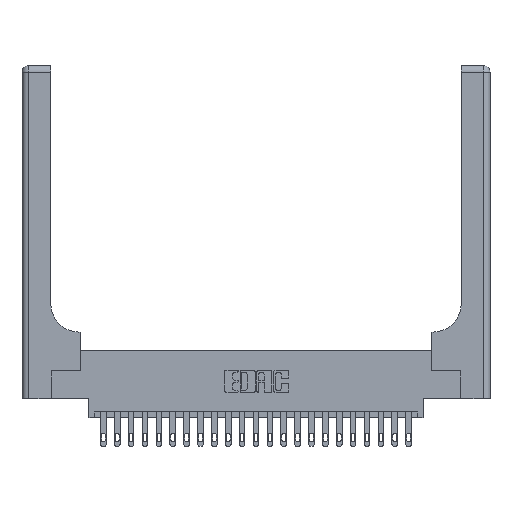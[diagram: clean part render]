
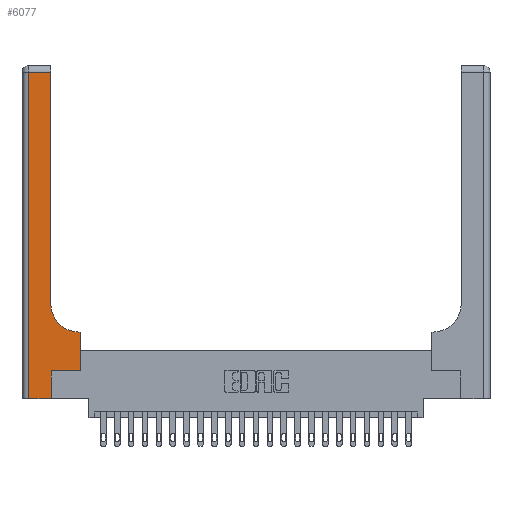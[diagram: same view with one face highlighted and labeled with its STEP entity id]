
A CAD part, top view. The second image highlights one B-rep face of the part: STEP entity #6077.
In plain terms, the highlighted planar face has unit normal (0, 0, 1).
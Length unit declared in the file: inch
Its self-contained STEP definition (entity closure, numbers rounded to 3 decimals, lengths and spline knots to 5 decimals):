
#113 = CARTESIAN_POINT ( 'NONE',  ( 0.06, 3., 0.37 ) ) ;
#836 = EDGE_CURVE ( 'NONE', #853, #19575, #19886, .T. ) ;
#853 = VERTEX_POINT ( 'NONE', #8200 ) ;
#1128 = VERTEX_POINT ( 'NONE', #5475 ) ;
#1848 = AXIS2_PLACEMENT_3D ( 'NONE', #5449, #21795, #18187 ) ;
#1968 = CARTESIAN_POINT ( 'NONE',  ( 0., 0., 0.37 ) ) ;
#1992 = DIRECTION ( 'NONE',  ( -1., 0., 0. ) ) ;
#2193 = CARTESIAN_POINT ( 'NONE',  ( 0.51, 0.6, 0.37 ) ) ;
#2212 = LINE ( 'NONE', #113, #7139 ) ;
#2222 = LINE ( 'NONE', #11297, #12512 ) ;
#2836 = ORIENTED_EDGE ( 'NONE', *, *, #9118, .T. ) ;
#2952 = VECTOR ( 'NONE', #3607, 39.37008 ) ;
#3442 = DIRECTION ( 'NONE',  ( 1., 0., 0. ) ) ;
#3607 = DIRECTION ( 'NONE',  ( 0., 1., 0. ) ) ;
#3618 = CARTESIAN_POINT ( 'NONE',  ( 0.265, 0.25, 0.37 ) ) ;
#3712 = EDGE_CURVE ( 'NONE', #19575, #17707, #2222, .T. ) ;
#3911 = CIRCLE ( 'NONE', #18228, 0.25 ) ;
#3913 = PLANE ( 'NONE',  #1848 ) ;
#4073 = EDGE_CURVE ( 'NONE', #5387, #18161, #21509, .T. ) ;
#4807 = CARTESIAN_POINT ( 'NONE',  ( 0.26, 2.94, 0.37 ) ) ;
#5387 = VERTEX_POINT ( 'NONE', #14694 ) ;
#5417 = ORIENTED_EDGE ( 'NONE', *, *, #836, .T. ) ;
#5449 = CARTESIAN_POINT ( 'NONE',  ( 0., 3., 0.37 ) ) ;
#5475 = CARTESIAN_POINT ( 'NONE',  ( 0.06, 2.94, 0.37 ) ) ;
#6077 = ADVANCED_FACE ( 'NONE', ( #19947 ), #3913, .F. ) ;
#6102 = LINE ( 'NONE', #15272, #7353 ) ;
#6494 = CARTESIAN_POINT ( 'NONE',  ( 0.265, 0.25, 0.37 ) ) ;
#6634 = VERTEX_POINT ( 'NONE', #4807 ) ;
#6797 = EDGE_CURVE ( 'NONE', #1128, #853, #2212, .T. ) ;
#7139 = VECTOR ( 'NONE', #7530, 39.37008 ) ;
#7353 = VECTOR ( 'NONE', #16594, 39.37008 ) ;
#7530 = DIRECTION ( 'NONE',  ( 0., -1., 0. ) ) ;
#8125 = EDGE_CURVE ( 'NONE', #6634, #1128, #16595, .T. ) ;
#8200 = CARTESIAN_POINT ( 'NONE',  ( 0.06, 0., 0.37 ) ) ;
#8750 = DIRECTION ( 'NONE',  ( 0., 0., -1. ) ) ;
#8929 = ORIENTED_EDGE ( 'NONE', *, *, #3712, .T. ) ;
#9118 = EDGE_CURVE ( 'NONE', #18161, #9832, #20416, .T. ) ;
#9277 = CARTESIAN_POINT ( 'NONE',  ( 0.528, 0.25, 0.37 ) ) ;
#9422 = DIRECTION ( 'NONE',  ( 0., 1., 0. ) ) ;
#9592 = DIRECTION ( 'NONE',  ( -1., 0., 0. ) ) ;
#9832 = VERTEX_POINT ( 'NONE', #2193 ) ;
#9937 = CARTESIAN_POINT ( 'NONE',  ( 0.26, 0.6, 0.37 ) ) ;
#10823 = DIRECTION ( 'NONE',  ( 1., 0., 0. ) ) ;
#11049 = CARTESIAN_POINT ( 'NONE',  ( 0.26, 0.85, 0.37 ) ) ;
#11233 = ORIENTED_EDGE ( 'NONE', *, *, #21465, .T. ) ;
#11297 = CARTESIAN_POINT ( 'NONE',  ( 0.265, 0., 0.37 ) ) ;
#12512 = VECTOR ( 'NONE', #9422, 39.37008 ) ;
#12941 = LINE ( 'NONE', #3618, #18135 ) ;
#13319 = VERTEX_POINT ( 'NONE', #11049 ) ;
#13774 = ORIENTED_EDGE ( 'NONE', *, *, #17133, .T. ) ;
#13856 = EDGE_LOOP ( 'NONE', ( #14359, #19880, #17650, #5417, #8929, #13774, #21049, #2836, #11233 ) ) ;
#14226 = VECTOR ( 'NONE', #14467, 39.37008 ) ;
#14359 = ORIENTED_EDGE ( 'NONE', *, *, #22956, .T. ) ;
#14467 = DIRECTION ( 'NONE',  ( 1., 0., 0. ) ) ;
#14694 = CARTESIAN_POINT ( 'NONE',  ( 0.528, 0.25, 0.37 ) ) ;
#15272 = CARTESIAN_POINT ( 'NONE',  ( 0.26, 3., 0.37 ) ) ;
#15832 = VECTOR ( 'NONE', #9592, 39.37008 ) ;
#16594 = DIRECTION ( 'NONE',  ( 0., 1., 0. ) ) ;
#16595 = LINE ( 'NONE', #22096, #17485 ) ;
#17133 = EDGE_CURVE ( 'NONE', #17707, #5387, #12941, .T. ) ;
#17160 = CARTESIAN_POINT ( 'NONE',  ( 0.265, 0., 0.37 ) ) ;
#17485 = VECTOR ( 'NONE', #1992, 39.37008 ) ;
#17650 = ORIENTED_EDGE ( 'NONE', *, *, #6797, .T. ) ;
#17707 = VERTEX_POINT ( 'NONE', #6494 ) ;
#18135 = VECTOR ( 'NONE', #10823, 39.37008 ) ;
#18161 = VERTEX_POINT ( 'NONE', #22359 ) ;
#18187 = DIRECTION ( 'NONE',  ( -1., 0., 0. ) ) ;
#18228 = AXIS2_PLACEMENT_3D ( 'NONE', #19720, #8750, #3442 ) ;
#19575 = VERTEX_POINT ( 'NONE', #17160 ) ;
#19720 = CARTESIAN_POINT ( 'NONE',  ( 0.51, 0.85, 0.37 ) ) ;
#19880 = ORIENTED_EDGE ( 'NONE', *, *, #8125, .T. ) ;
#19886 = LINE ( 'NONE', #1968, #14226 ) ;
#19947 = FACE_OUTER_BOUND ( 'NONE', #13856, .T. ) ;
#20416 = LINE ( 'NONE', #9937, #15832 ) ;
#21049 = ORIENTED_EDGE ( 'NONE', *, *, #4073, .T. ) ;
#21465 = EDGE_CURVE ( 'NONE', #9832, #13319, #3911, .T. ) ;
#21509 = LINE ( 'NONE', #9277, #2952 ) ;
#21795 = DIRECTION ( 'NONE',  ( 0., 0., -1. ) ) ;
#22096 = CARTESIAN_POINT ( 'NONE',  ( 0., 2.94, 0.37 ) ) ;
#22359 = CARTESIAN_POINT ( 'NONE',  ( 0.528, 0.6, 0.37 ) ) ;
#22956 = EDGE_CURVE ( 'NONE', #13319, #6634, #6102, .T. ) ;
